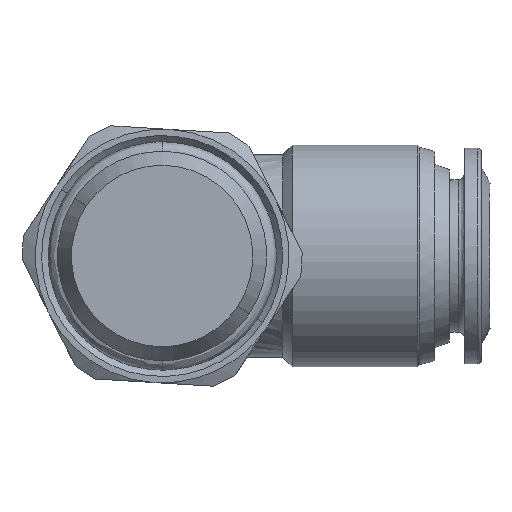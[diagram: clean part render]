
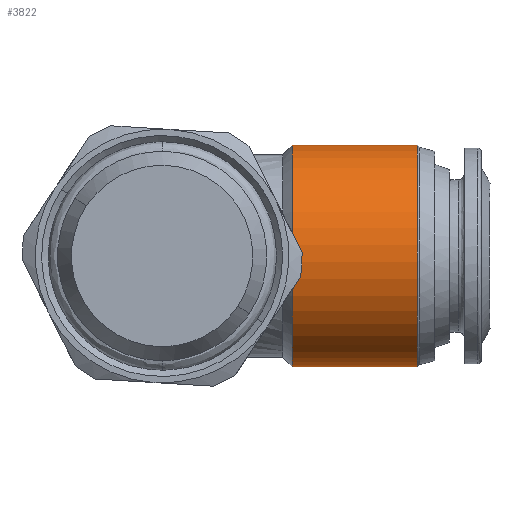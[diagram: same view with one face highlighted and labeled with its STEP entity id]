
A CAD part, front view. The second image highlights one B-rep face of the part: STEP entity #3822.
In plain terms, the highlighted free-form (B-spline) face has degree [1, 3] with [2, 4] control points.
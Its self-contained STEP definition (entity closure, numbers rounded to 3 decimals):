
#73 = EDGE_CURVE ( 'NONE', #3469, #5403, #4431, .T. ) ;
#623 = CARTESIAN_POINT ( 'NONE',  ( 10.262, 0.019, -8.776 ) ) ;
#773 = CARTESIAN_POINT ( 'NONE',  ( 10.262, 0.019, -8.776 ) ) ;
#790 = CARTESIAN_POINT ( 'NONE',  ( 10.262, 0.019, -8.776 ) ) ;
#992 = VERTEX_POINT ( 'NONE', #623 ) ;
#1121 = CARTESIAN_POINT ( 'NONE',  ( 10.262, 0.019, -8.776 ) ) ;
#1386 = CARTESIAN_POINT ( 'NONE',  ( 10.262, -17.534, -8.776 ) ) ;
#1418 = CARTESIAN_POINT ( 'NONE',  ( 10.262, 0.019, 8.776 ) ) ;
#1645 = CARTESIAN_POINT ( 'NONE',  ( 20.163, -17.534, 8.776 ) ) ;
#1667 = CARTESIAN_POINT ( 'NONE',  ( 20.163, -17.534, -8.776 ) ) ;
#1715 = VERTEX_POINT ( 'NONE', #4771 ) ;
#1742 = EDGE_CURVE ( 'NONE', #1715, #992, #4564, .T. ) ;
#2524 = CARTESIAN_POINT ( 'NONE',  ( 20.163, 0.019, 8.776 ) ) ;
#2742 = B_SPLINE_CURVE_WITH_KNOTS ( 'NONE', 1,
 ( #5757, #773 ),
 .UNSPECIFIED., .F., .F.,
 ( 2, 2 ),
 ( -1., 0. ),
 .UNSPECIFIED. ) ;
#2776 = CARTESIAN_POINT ( 'NONE',  ( 20.163, 0.019, 8.776 ) ) ;
#2794 = CARTESIAN_POINT ( 'NONE',  ( 20.163, 0.019, -8.776 ) ) ;
#2818 = B_SPLINE_CURVE_WITH_KNOTS ( 'NONE', 1,
 ( #1418, #2524 ),
 .UNSPECIFIED., .F., .F.,
 ( 2, 2 ),
 ( -1., 0. ),
 .UNSPECIFIED. ) ;
#3255 = FACE_OUTER_BOUND ( 'NONE', #6964, .T. ) ;
#3469 = VERTEX_POINT ( 'NONE', #2776 ) ;
#3822 = ADVANCED_FACE ( 'NONE', ( #3255 ), #5806, .F. ) ;
#3872 = CARTESIAN_POINT ( 'NONE',  ( 20.163, 0.019, -8.776 ) ) ;
#3895 = CARTESIAN_POINT ( 'NONE',  ( 20.163, -17.534, 8.776 ) ) ;
#4409 = CARTESIAN_POINT ( 'NONE',  ( 20.163, -17.534, -8.776 ) ) ;
#4421 = ORIENTED_EDGE ( 'NONE', *, *, #6343, .F. ) ;
#4431 =( BOUNDED_CURVE ( )  B_SPLINE_CURVE ( 3, ( #4446, #1645, #1667, #2794 ),
 .UNSPECIFIED., .F., .T. ) 
 B_SPLINE_CURVE_WITH_KNOTS ( ( 4, 4 ),
 ( -3.142, 0. ),
 .UNSPECIFIED. ) 
 CURVE ( )  GEOMETRIC_REPRESENTATION_ITEM ( )  RATIONAL_B_SPLINE_CURVE ( ( 1., 0.333, 0.333, 1. ) ) 
 REPRESENTATION_ITEM ( '' )  );
#4446 = CARTESIAN_POINT ( 'NONE',  ( 20.163, 0.019, 8.776 ) ) ;
#4564 =( BOUNDED_CURVE ( )  B_SPLINE_CURVE ( 3, ( #6917, #6875, #1386, #790 ),
 .UNSPECIFIED., .F., .T. ) 
 B_SPLINE_CURVE_WITH_KNOTS ( ( 4, 4 ),
 ( -3.142, 0. ),
 .UNSPECIFIED. ) 
 CURVE ( )  GEOMETRIC_REPRESENTATION_ITEM ( )  RATIONAL_B_SPLINE_CURVE ( ( 1., 0.333, 0.333, 1. ) ) 
 REPRESENTATION_ITEM ( '' )  );
#4771 = CARTESIAN_POINT ( 'NONE',  ( 10.262, 0.019, 8.776 ) ) ;
#4959 = CARTESIAN_POINT ( 'NONE',  ( 20.163, 0.019, 8.776 ) ) ;
#4985 = CARTESIAN_POINT ( 'NONE',  ( 10.262, 0.019, 8.776 ) ) ;
#5027 = ORIENTED_EDGE ( 'NONE', *, *, #5718, .F. ) ;
#5089 = ORIENTED_EDGE ( 'NONE', *, *, #1742, .T. ) ;
#5403 = VERTEX_POINT ( 'NONE', #3872 ) ;
#5511 = CARTESIAN_POINT ( 'NONE',  ( 20.163, 0.019, -8.776 ) ) ;
#5565 = CARTESIAN_POINT ( 'NONE',  ( 10.262, -17.534, 8.776 ) ) ;
#5718 = EDGE_CURVE ( 'NONE', #5403, #992, #2742, .T. ) ;
#5757 = CARTESIAN_POINT ( 'NONE',  ( 20.163, 0.019, -8.776 ) ) ;
#5806 =( BOUNDED_SURFACE ( )  B_SPLINE_SURFACE ( 1, 3, ( 
 ( #5511, #4409, #3895, #4959 ),
 ( #1121, #6126, #5565, #4985 ) ),
 .UNSPECIFIED., .F., .F., .F. ) 
 B_SPLINE_SURFACE_WITH_KNOTS ( ( 2, 2 ),
 ( 4, 4 ),
 ( 0., 1. ),
 ( 0., 1. ),
 .UNSPECIFIED. ) 
 GEOMETRIC_REPRESENTATION_ITEM ( )  RATIONAL_B_SPLINE_SURFACE ( (
 ( 1., 0.333, 0.333, 1.),
 ( 1., 0.333, 0.333, 1.) ) ) 
 REPRESENTATION_ITEM ( '' )  SURFACE ( )  );
#5983 = ORIENTED_EDGE ( 'NONE', *, *, #73, .F. ) ;
#6126 = CARTESIAN_POINT ( 'NONE',  ( 10.262, -17.534, -8.776 ) ) ;
#6343 = EDGE_CURVE ( 'NONE', #1715, #3469, #2818, .T. ) ;
#6875 = CARTESIAN_POINT ( 'NONE',  ( 10.262, -17.534, 8.776 ) ) ;
#6917 = CARTESIAN_POINT ( 'NONE',  ( 10.262, 0.019, 8.776 ) ) ;
#6964 = EDGE_LOOP ( 'NONE', ( #5983, #4421, #5089, #5027 ) ) ;
